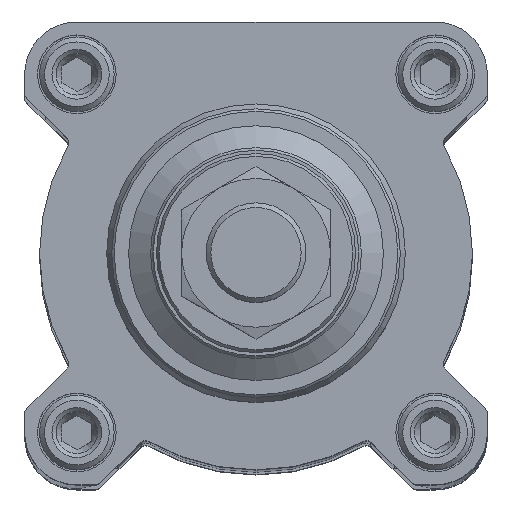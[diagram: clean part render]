
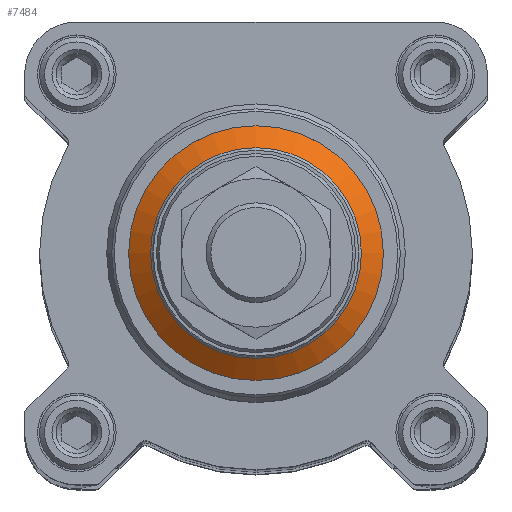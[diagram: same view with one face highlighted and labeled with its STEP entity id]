
A CAD part, top view. The second image highlights one B-rep face of the part: STEP entity #7484.
In plain terms, the highlighted conical face has half-angle 54.075 degrees and reference radius 21.187 mm.
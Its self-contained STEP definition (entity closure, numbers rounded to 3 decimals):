
#1982=ORIENTED_EDGE('',*,*,#3169,.F.);
#1983=ORIENTED_EDGE('',*,*,#3168,.T.);
#3168=EDGE_CURVE('',#3824,#3824,#4258,.T.);
#3169=EDGE_CURVE('',#3825,#3825,#4259,.T.);
#3824=VERTEX_POINT('',#11088);
#3825=VERTEX_POINT('',#11091);
#4258=CIRCLE('',#8026,21.187);
#4259=CIRCLE('',#8028,25.6);
#4556=EDGE_LOOP('',(#1982));
#4557=EDGE_LOOP('',(#1983));
#5044=FACE_BOUND('',#4556,.T.);
#5045=FACE_BOUND('',#4557,.T.);
#5383=CONICAL_SURFACE('',#8027,21.187,0.944);
#7484=ADVANCED_FACE('',(#5044,#5045),#5383,.T.);
#8026=AXIS2_PLACEMENT_3D('',#11087,#9220,#9221);
#8027=AXIS2_PLACEMENT_3D('',#11089,#9222,#9223);
#8028=AXIS2_PLACEMENT_3D('',#11090,#9224,#9225);
#9220=DIRECTION('',(0.,0.,-1.));
#9221=DIRECTION('',(-1.,0.,0.));
#9222=DIRECTION('',(0.,0.,-1.));
#9223=DIRECTION('',(-1.,0.,0.));
#9224=DIRECTION('',(0.,0.,-1.));
#9225=DIRECTION('',(-1.,0.,0.));
#11087=CARTESIAN_POINT('',(0.,0.,31.947));
#11088=CARTESIAN_POINT('',(-21.187,0.,31.947));
#11089=CARTESIAN_POINT('',(0.,0.,31.947));
#11090=CARTESIAN_POINT('',(0.,0.,28.75));
#11091=CARTESIAN_POINT('',(-25.6,0.,28.75));
